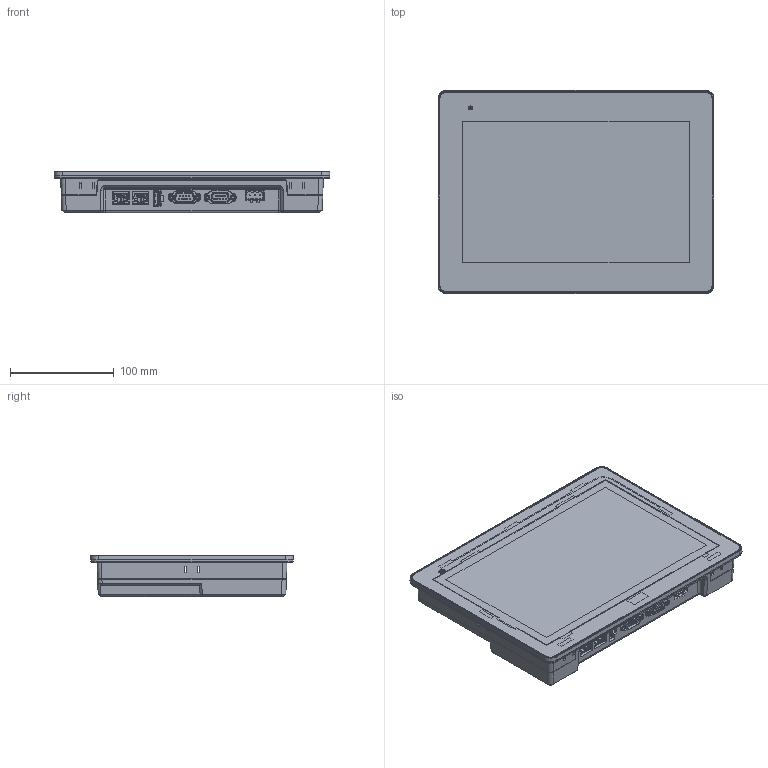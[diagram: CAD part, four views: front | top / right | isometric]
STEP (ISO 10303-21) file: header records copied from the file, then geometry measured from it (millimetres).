
FILE_DESCRIPTION (( 'STEP AP214' ), '1' );
FILE_NAME ('cMT3108XH.STEP', '2023-12-06T08:24:27', ( '' ), ( '' ), 'SwSTEP 2.0', 'SolidWorks 2019', '' );
FILE_SCHEMA (( 'AUTOMOTIVE_DESIGN' ));
Length unit declared in the file: millimetre
Products named in the file (17): J099110351-Y-G; FEFCA8H10_230420; 5EHDRC-XXP; GVCA8HY00_211216; FEBCA8H10_230726; RZ0280212; FS103100T; connector male; D-SUB (F); FECBP5C10_200918; cMT3108XH; DN6110V01; PowerªO_PCBA_200507; FEZCA8H10_220916; 主板_PCBA_210208A; FS1030800; D-SUB (M)
Assembly tree (21 placements, depth 3):
  cMT3108XH
    FEFCA8H10_230420
    GVCA8HY00_211216
    主板_PCBA_210208A
      DN6110V01
      connector male
      RZ0280212
      D-SUB (F)
      D-SUB (M)
      J099110351-Y-G  x2
    PowerªO_PCBA_200507
      5EHDRC-XXP
    FEBCA8H10_230726
    FEZCA8H10_220916
    FECBP5C10_200918
    FS103100T  x4
    FS1030800  x2
Bounding box: 265.9 x 195.9 x 40 mm (x, y, z)
Volume: 265847.9 mm3; surface area: 381224.9 mm2
Topology: 46 solids, 104 shells, 5657 faces, 16162 edges, 10582 vertices
Faces by surface type: plane 3340, cylinder 952, cone 634, bspline 402, torus 302, sphere 27
Entity records: 201712 total; most frequent: CARTESIAN_POINT 62474, ORIENTED_EDGE 27095, DIRECTION 23538, EDGE_CURVE 13910, LINE 9078, VECTOR 9078, VERTEX_POINT 9068, AXIS2_PLACEMENT_3D 7230
